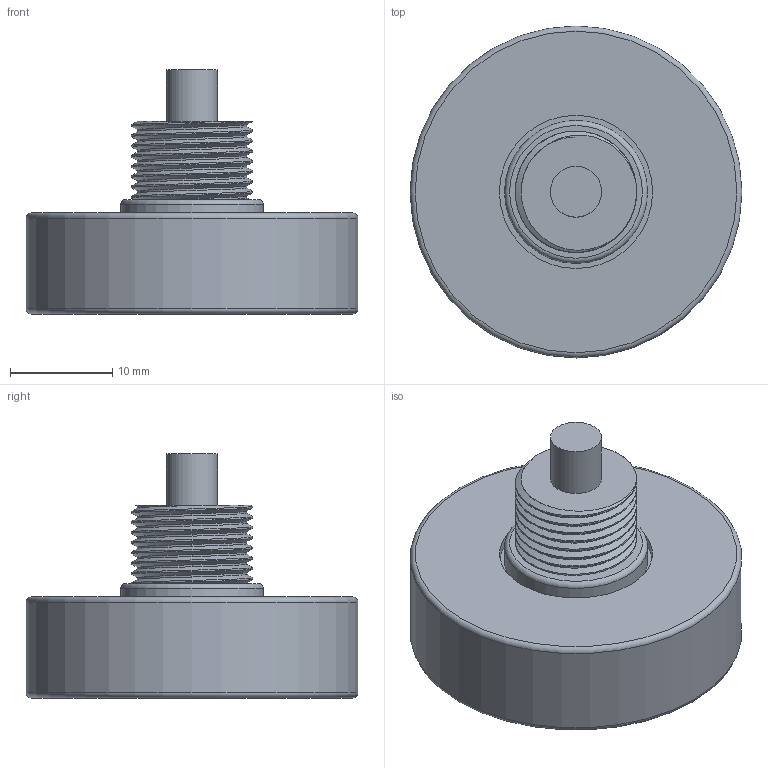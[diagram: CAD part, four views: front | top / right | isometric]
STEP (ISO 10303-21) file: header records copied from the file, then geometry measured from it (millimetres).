
FILE_DESCRIPTION(/* description */ (''),/* implementation_level */ '2;1');
FILE_NAME(/* name */ 'clippard_r701_top.step',/* time_stamp */ '2020-12-02T21:02:06+01:00',/* author */ (''),/* organization */ (''),/* preprocessor_version */ 'ST-DEVELOPER v18.1',/* originating_system */ 'Autodesk Translation Framework v9.3.0.1241',/* authorisation */ '');
FILE_SCHEMA (('AUTOMOTIVE_DESIGN { 1 0 10303 214 3 1 1 }'));
Length unit declared in the file: millimetre
Products named in the file (1): clippard_r701_top
Bounding box: 32.5 x 32.5 x 23.9 mm (x, y, z)
Volume: 9147.7 mm3; surface area: 3375.4 mm2
Topology: 1 solids, 1 shells, 35 faces, 82 edges, 54 vertices
Faces by surface type: cylinder 23, plane 7, torus 3, bspline 2
Full cylindrical faces by diameter (mm): 5 x2, 10.741 x7, 11.884 x7, 14 x1, 15 x1, 32.5 x1
Entity records: 3108 total; most frequent: CARTESIAN_POINT 2329, ORIENTED_EDGE 164, DIRECTION 133, EDGE_CURVE 82, AXIS2_PLACEMENT_3D 56, VERTEX_POINT 54, EDGE_LOOP 40, B_SPLINE_CURVE_WITH_KNOTS 39
